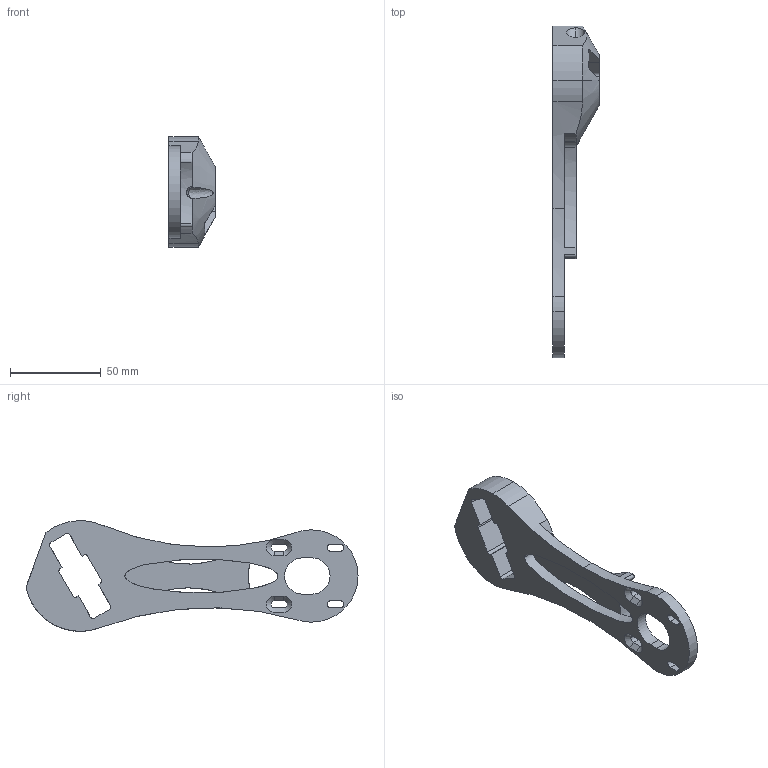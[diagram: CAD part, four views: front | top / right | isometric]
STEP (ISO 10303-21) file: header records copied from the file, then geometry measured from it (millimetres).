
FILE_DESCRIPTION (( 'STEP AP203' ), '1' );
FILE_NAME ('MotorMountLeftV5_AP203.STEP', '2017-10-07T16:52:18', ( '' ), ( '' ), 'SwSTEP 2.0', 'SolidWorks 2017', '' );
FILE_SCHEMA (( 'CONFIG_CONTROL_DESIGN' ));
Length unit declared in the file: millimetre
Products named in the file (1): MotorMountLeftV5_AP203
Bounding box: 25.4 x 182.74 x 60.96 mm (x, y, z)
Volume: 69779.4 mm3; surface area: 24655.8 mm2
Topology: 1 solids, 1 shells, 104 faces, 297 edges, 192 vertices
Faces by surface type: cylinder 52, plane 40, bspline 6, cone 6
Entity records: 3846 total; most frequent: CARTESIAN_POINT 1015, ORIENTED_EDGE 594, DIRECTION 577, EDGE_CURVE 297, AXIS2_PLACEMENT_3D 219, VERTEX_POINT 192, VECTOR 139, LINE 139
